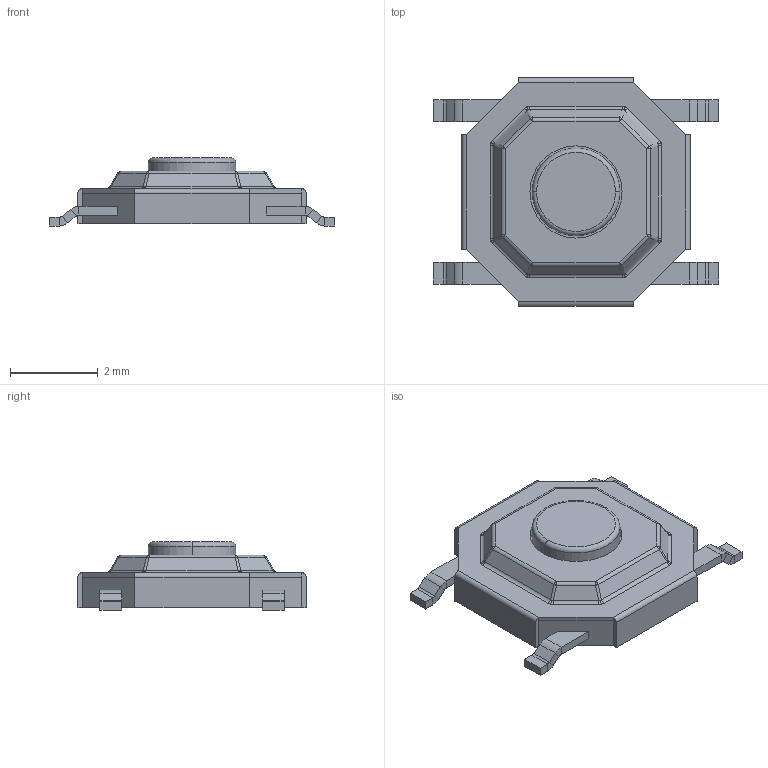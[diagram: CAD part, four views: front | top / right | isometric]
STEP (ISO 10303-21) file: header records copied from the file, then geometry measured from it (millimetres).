
FILE_DESCRIPTION(('FreeCAD Model'),'2;1');
FILE_NAME('Open CASCADE Shape Model','2025-03-23T14:12:07',(''),(''), 'Open CASCADE STEP processor 7.8','FreeCAD','Unknown');
FILE_SCHEMA(('AUTOMOTIVE_DESIGN { 1 0 10303 214 1 1 1 1 }'));
Length unit declared in the file: millimetre
Products named in the file (4): SW-SMD_4P-L5.1-W5.1-P3.70-LS6.5-TL_H1.5~SW-SMD_
4P-L5.1-W5.1-P3.70-LS6.5-TL_H1.5~Tosv003; SW-SMD_4P-L5.1-W5.1-P3.70-LS6.5-TL_H1.5~SW-SMD_
4P-L5.1-W5.1-P3.70-LS6.5-TL_H1.5~Tosv; SW-SMD_4P-L5.1-W5.1-P3.70-LS6.5-TL_H1.5~SW-SMD_
4P-L5.1-W5.1-P3.70-LS6.5-TL_H1.5~Tosv001; SW-SMD_4P-L5.1-W5.1-P3.70-LS6.5-TL_H1.5~SW-SMD_
4P-L5.1-W5.1-P3.70-LS6.5-TL_H1.5~Tosv002
Assembly tree (3 placements, depth 2):
  SW-SMD_4P-L5.1-W5.1-P3.70-LS6.5-TL_H1.5~SW-SMD_
4P-L5.1-W5.1-P3.70-LS6.5-TL_H1.5~Tosv003
    SW-SMD_4P-L5.1-W5.1-P3.70-LS6.5-TL_H1.5~SW-SMD_
4P-L5.1-W5.1-P3.70-LS6.5-TL_H1.5~Tosv
    SW-SMD_4P-L5.1-W5.1-P3.70-LS6.5-TL_H1.5~SW-SMD_
4P-L5.1-W5.1-P3.70-LS6.5-TL_H1.5~Tosv001
    SW-SMD_4P-L5.1-W5.1-P3.70-LS6.5-TL_H1.5~SW-SMD_
4P-L5.1-W5.1-P3.70-LS6.5-TL_H1.5~Tosv002
Bounding box: 6.5 x 5.2 x 1.55 mm (x, y, z)
Volume: 24.6 mm3; surface area: 139.7 mm2
Topology: 3 solids, 3 shells, 414 faces, 1027 edges, 644 vertices
Faces by surface type: plane 242, bspline 114, cylinder 48, sphere 8, torus 2
Entity records: 12771 total; most frequent: CARTESIAN_POINT 3667, ORIENTED_EDGE 2054, DIRECTION 1503, EDGE_CURVE 1027, LINE 695, VECTOR 695, VERTEX_POINT 644, FACE_BOUND 439
